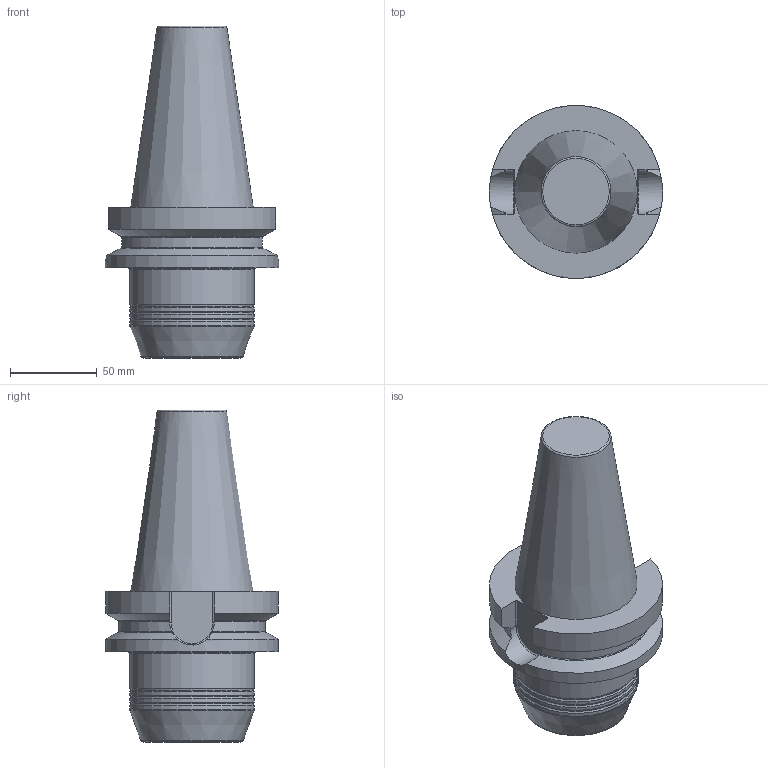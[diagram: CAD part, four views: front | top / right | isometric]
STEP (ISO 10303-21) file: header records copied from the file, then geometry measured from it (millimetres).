
FILE_DESCRIPTION(/* description */ (''),/* implementation_level */ '2;1');
FILE_NAME(/* name */ 'BT50ADB-HCR32-090_Basic.stp',/* time_stamp */ '2022-07-04T15:05:51+06:00',/* author */ (''),/* organization */ (''),/* preprocessor_version */ 'ST-DEVELOPER v16.7',/* originating_system */ 'SIEMENS PLM Software NX 12.0',/* authorisation */ '');
FILE_SCHEMA (('AUTOMOTIVE_DESIGN { 1 0 10303 214 3 1 1 1 }'));
Length unit declared in the file: millimetre
Products named in the file (1): inpu9A94AA24fy1u
Bounding box: 100 x 100 x 191.8 mm (x, y, z)
Volume: 642863.3 mm3; surface area: 61470.9 mm2
Topology: 1 solids, 1 shells, 52 faces, 133 edges, 89 vertices
Faces by surface type: torus 19, cylinder 16, plane 11, cone 6
Full cylindrical faces by diameter (mm): 32 x1, 72 x4, 100 x1
Entity records: 1554 total; most frequent: CARTESIAN_POINT 399, DIRECTION 238, ORIENTED_EDGE 196, AXIS2_PLACEMENT_3D 106, EDGE_CURVE 98, EDGE_LOOP 76, VERTEX_POINT 72, ADVANCED_FACE 52
